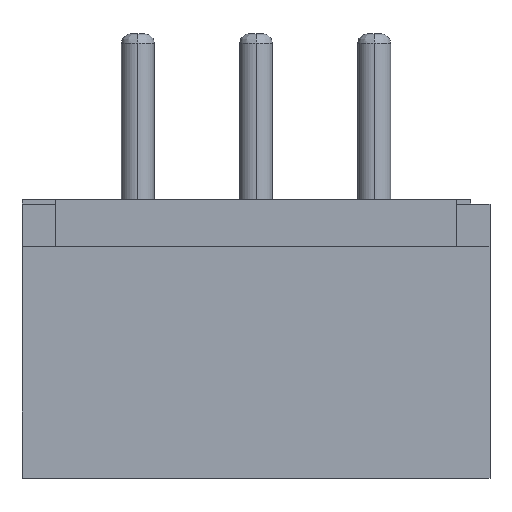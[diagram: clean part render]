
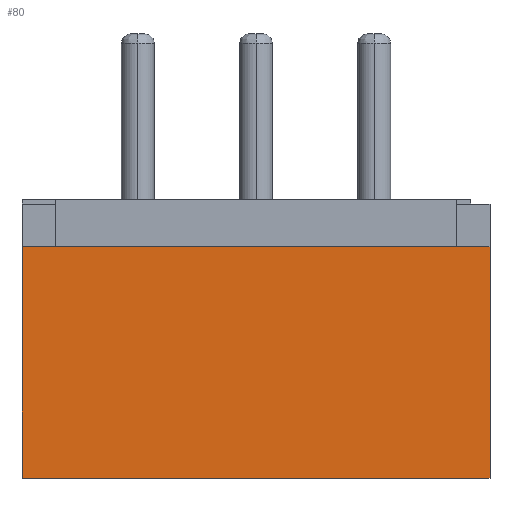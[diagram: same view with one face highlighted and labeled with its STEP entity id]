
A CAD part, front view. The second image highlights one B-rep face of the part: STEP entity #80.
In plain terms, the highlighted planar face has unit normal (0, -1, 0).
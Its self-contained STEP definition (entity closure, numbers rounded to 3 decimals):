
#80=ADVANCED_FACE('',(#184),#185,.F.);
#184=FACE_OUTER_BOUND('',#439,.T.);
#185=PLANE('',#440);
#439=EDGE_LOOP('',(#884,#885,#886,#887));
#440=AXIS2_PLACEMENT_3D('',#888,#889,#890);
#884=ORIENTED_EDGE('',*,*,#1322,.F.);
#885=ORIENTED_EDGE('',*,*,#1361,.T.);
#886=ORIENTED_EDGE('',*,*,#1332,.T.);
#887=ORIENTED_EDGE('',*,*,#1362,.T.);
#888=CARTESIAN_POINT('',(-2.45,-3.1,9.1));
#889=DIRECTION('',(0.,1.0,0.0));
#890=DIRECTION('',(1.0,0.,-0.0));
#1322=EDGE_CURVE('',#1601,#1603,#1604,.T.);
#1332=EDGE_CURVE('',#1622,#1620,#1623,.T.);
#1361=EDGE_CURVE('',#1601,#1622,#1667,.T.);
#1362=EDGE_CURVE('',#1620,#1603,#1668,.T.);
#1601=VERTEX_POINT('',#2052);
#1603=VERTEX_POINT('',#2055);
#1604=LINE('',#2056,#2057);
#1620=VERTEX_POINT('',#2081);
#1622=VERTEX_POINT('',#2084);
#1623=LINE('',#2085,#2086);
#1667=LINE('',#2158,#2159);
#1668=LINE('',#2160,#2161);
#2052=CARTESIAN_POINT('',(7.45,-3.1,8.1));
#2055=CARTESIAN_POINT('',(7.45,-3.1,3.2));
#2056=CARTESIAN_POINT('',(7.45,-3.1,9.1));
#2057=VECTOR('',#2380,1.0);
#2081=CARTESIAN_POINT('',(-2.45,-3.1,3.2));
#2084=CARTESIAN_POINT('',(-2.45,-3.1,8.1));
#2085=CARTESIAN_POINT('',(-2.45,-3.1,9.1));
#2086=VECTOR('',#2390,1.0);
#2158=CARTESIAN_POINT('',(95.56,-3.1,8.1));
#2159=VECTOR('',#2419,1.0);
#2160=CARTESIAN_POINT('',(-2.45,-3.1,3.2));
#2161=VECTOR('',#2420,1.0);
#2380=DIRECTION('',(0.0,0.0,-1.0));
#2390=DIRECTION('',(0.0,0.0,-1.0));
#2419=DIRECTION('',(-1.0,0.,0.0));
#2420=DIRECTION('',(1.0,0.,0.0));
